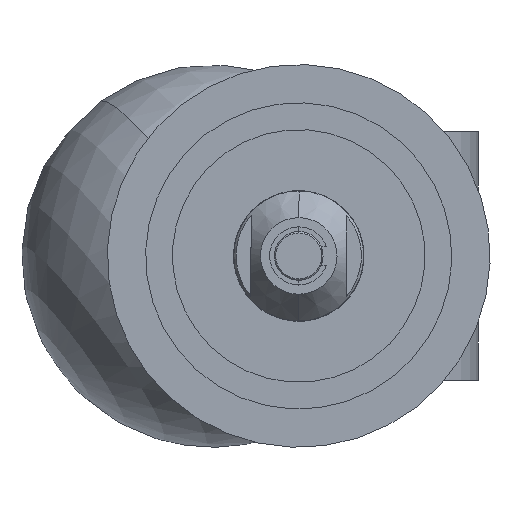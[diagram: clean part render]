
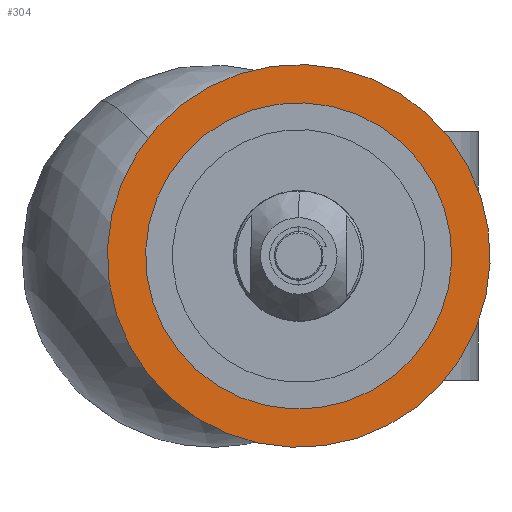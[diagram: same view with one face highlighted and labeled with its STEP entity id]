
A CAD part, left-side view. The second image highlights one B-rep face of the part: STEP entity #304.
In plain terms, the highlighted planar face has unit normal (-1, 0, 0).
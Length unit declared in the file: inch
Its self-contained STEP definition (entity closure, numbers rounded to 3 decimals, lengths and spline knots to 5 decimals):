
#103 = CARTESIAN_POINT ( 'NONE',  ( -0.3065, 0., 0. ) ) ;
#213 = AXIS2_PLACEMENT_3D ( 'NONE', #12797, #10861, #5513 ) ;
#304 = ADVANCED_FACE ( 'NONE', ( #4276, #3405 ), #1186, .T. ) ;
#405 = DIRECTION ( 'NONE',  ( -1., 0., 0. ) ) ;
#1186 = PLANE ( 'NONE',  #213 ) ;
#1771 = CIRCLE ( 'NONE', #8055, 0.625 ) ;
#2345 = ORIENTED_EDGE ( 'NONE', *, *, #2447, .F. ) ;
#2447 = EDGE_CURVE ( 'NONE', #13053, #8587, #7026, .T. ) ;
#3017 = EDGE_CURVE ( 'NONE', #8587, #13053, #10614, .T. ) ;
#3405 = FACE_BOUND ( 'NONE', #11607, .T. ) ;
#3500 = ORIENTED_EDGE ( 'NONE', *, *, #9388, .T. ) ;
#4080 = DIRECTION ( 'NONE',  ( -1., 0., 0. ) ) ;
#4276 = FACE_OUTER_BOUND ( 'NONE', #13830, .T. ) ;
#4391 = DIRECTION ( 'NONE',  ( -1., 0., 0. ) ) ;
#4587 = DIRECTION ( 'NONE',  ( 0., -0.926, -0.378 ) ) ;
#5189 = VERTEX_POINT ( 'NONE', #7861 ) ;
#5513 = DIRECTION ( 'NONE',  ( 0., -0.926, -0.378 ) ) ;
#5994 = CARTESIAN_POINT ( 'NONE',  ( -0.3065, 0.46292, 0.18895 ) ) ;
#6208 = CARTESIAN_POINT ( 'NONE',  ( -0.3065, 0., 0. ) ) ;
#6416 = CIRCLE ( 'NONE', #7526, 0.625 ) ;
#6700 = DIRECTION ( 'NONE',  ( 0., -0.926, -0.378 ) ) ;
#7026 = CIRCLE ( 'NONE', #9022, 0.5 ) ;
#7526 = AXIS2_PLACEMENT_3D ( 'NONE', #11976, #9606, #8558 ) ;
#7591 = CARTESIAN_POINT ( 'NONE',  ( -0.3065, -0.46292, -0.18895 ) ) ;
#7619 = VERTEX_POINT ( 'NONE', #8304 ) ;
#7861 = CARTESIAN_POINT ( 'NONE',  ( -0.3065, -0.57865, -0.23619 ) ) ;
#8055 = AXIS2_PLACEMENT_3D ( 'NONE', #12184, #405, #4587 ) ;
#8304 = CARTESIAN_POINT ( 'NONE',  ( -0.3065, 0.57865, 0.23619 ) ) ;
#8558 = DIRECTION ( 'NONE',  ( 0., -0.926, -0.378 ) ) ;
#8587 = VERTEX_POINT ( 'NONE', #7591 ) ;
#9022 = AXIS2_PLACEMENT_3D ( 'NONE', #6208, #4080, #12395 ) ;
#9388 = EDGE_CURVE ( 'NONE', #7619, #5189, #1771, .T. ) ;
#9606 = DIRECTION ( 'NONE',  ( -1., 0., 0. ) ) ;
#10614 = CIRCLE ( 'NONE', #12359, 0.5 ) ;
#10861 = DIRECTION ( 'NONE',  ( -1., 0., 0. ) ) ;
#11607 = EDGE_LOOP ( 'NONE', ( #13228, #2345 ) ) ;
#11976 = CARTESIAN_POINT ( 'NONE',  ( -0.3065, 0., 0. ) ) ;
#12184 = CARTESIAN_POINT ( 'NONE',  ( -0.3065, 0., 0. ) ) ;
#12359 = AXIS2_PLACEMENT_3D ( 'NONE', #103, #4391, #6700 ) ;
#12395 = DIRECTION ( 'NONE',  ( 0., -0.926, -0.378 ) ) ;
#12608 = ORIENTED_EDGE ( 'NONE', *, *, #13307, .T. ) ;
#12797 = CARTESIAN_POINT ( 'NONE',  ( -0.3065, 0.23619, -0.57865 ) ) ;
#13053 = VERTEX_POINT ( 'NONE', #5994 ) ;
#13228 = ORIENTED_EDGE ( 'NONE', *, *, #3017, .F. ) ;
#13307 = EDGE_CURVE ( 'NONE', #5189, #7619, #6416, .T. ) ;
#13830 = EDGE_LOOP ( 'NONE', ( #12608, #3500 ) ) ;
